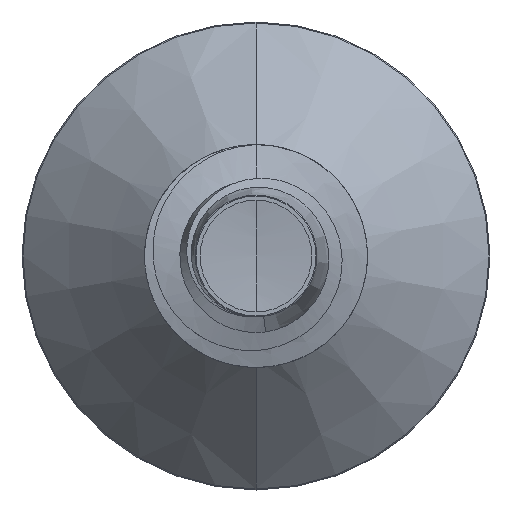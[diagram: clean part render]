
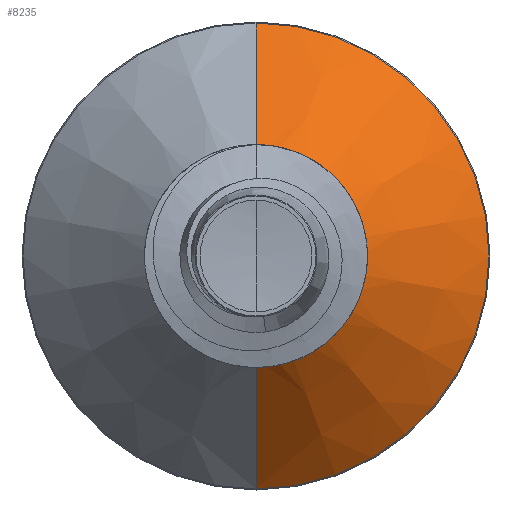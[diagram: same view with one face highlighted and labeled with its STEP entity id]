
A CAD part, front view. The second image highlights one B-rep face of the part: STEP entity #8235.
In plain terms, the highlighted conical face has half-angle 45 degrees and reference radius 1.857 mm.
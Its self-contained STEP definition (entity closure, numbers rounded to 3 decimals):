
#174 = EDGE_CURVE ( 'NONE', #10549, #5327, #319, .T. ) ;
#237 = EDGE_CURVE ( 'NONE', #4434, #7630, #8491, .T. ) ;
#319 = CIRCLE ( 'NONE', #11424, 4.182 ) ;
#527 = FACE_OUTER_BOUND ( 'NONE', #10071, .T. ) ;
#689 = CARTESIAN_POINT ( 'NONE',  ( 0., 10.282, -4.182 ) ) ;
#1090 = LINE ( 'NONE', #8213, #9183 ) ;
#3582 = EDGE_CURVE ( 'NONE', #4434, #10549, #1090, .T. ) ;
#4131 = ORIENTED_EDGE ( 'NONE', *, *, #237, .T. ) ;
#4434 = VERTEX_POINT ( 'NONE', #5666 ) ;
#5327 = VERTEX_POINT ( 'NONE', #689 ) ;
#5626 = LINE ( 'NONE', #5939, #15446 ) ;
#5666 = CARTESIAN_POINT ( 'NONE',  ( 0., 7.957, 1.857 ) ) ;
#5939 = CARTESIAN_POINT ( 'NONE',  ( 0., 7.957, -1.857 ) ) ;
#5964 = DIRECTION ( 'NONE',  ( 0., 0.707, -0.707 ) ) ;
#7630 = VERTEX_POINT ( 'NONE', #8892 ) ;
#7821 = CARTESIAN_POINT ( 'NONE',  ( 0., 10.282, 4.182 ) ) ;
#7883 = ORIENTED_EDGE ( 'NONE', *, *, #3582, .F. ) ;
#8159 = DIRECTION ( 'NONE',  ( 0., 0.707, 0.707 ) ) ;
#8213 = CARTESIAN_POINT ( 'NONE',  ( 0., 7.957, 1.857 ) ) ;
#8235 = ADVANCED_FACE ( 'NONE', ( #527 ), #11865, .T. ) ;
#8491 = CIRCLE ( 'NONE', #13311, 1.857 ) ;
#8892 = CARTESIAN_POINT ( 'NONE',  ( 0., 7.957, -1.857 ) ) ;
#9183 = VECTOR ( 'NONE', #8159, 1000. ) ;
#10071 = EDGE_LOOP ( 'NONE', ( #4131, #17269, #14263, #7883 ) ) ;
#10158 = CARTESIAN_POINT ( 'NONE',  ( 0., 10.282, 0. ) ) ;
#10240 = DIRECTION ( 'NONE',  ( 0., 0., 1. ) ) ;
#10247 = DIRECTION ( 'NONE',  ( 0., 1., 0. ) ) ;
#10549 = VERTEX_POINT ( 'NONE', #7821 ) ;
#11424 = AXIS2_PLACEMENT_3D ( 'NONE', #10158, #10247, #10240 ) ;
#11538 = CARTESIAN_POINT ( 'NONE',  ( 0., 7.957, 0. ) ) ;
#11556 = DIRECTION ( 'NONE',  ( 0., 0., 1. ) ) ;
#11601 = DIRECTION ( 'NONE',  ( 0., 1., 0. ) ) ;
#11865 = CONICAL_SURFACE ( 'NONE', #13975, 1.857, 0.785 ) ;
#12251 = DIRECTION ( 'NONE',  ( 0., 1., 0. ) ) ;
#12581 = DIRECTION ( 'NONE',  ( 0., 0., 1. ) ) ;
#12934 = CARTESIAN_POINT ( 'NONE',  ( 0., 7.957, 0. ) ) ;
#13311 = AXIS2_PLACEMENT_3D ( 'NONE', #11538, #11601, #11556 ) ;
#13975 = AXIS2_PLACEMENT_3D ( 'NONE', #12934, #12251, #12581 ) ;
#14263 = ORIENTED_EDGE ( 'NONE', *, *, #174, .F. ) ;
#15446 = VECTOR ( 'NONE', #5964, 1000. ) ;
#15874 = EDGE_CURVE ( 'NONE', #7630, #5327, #5626, .T. ) ;
#17269 = ORIENTED_EDGE ( 'NONE', *, *, #15874, .T. ) ;
